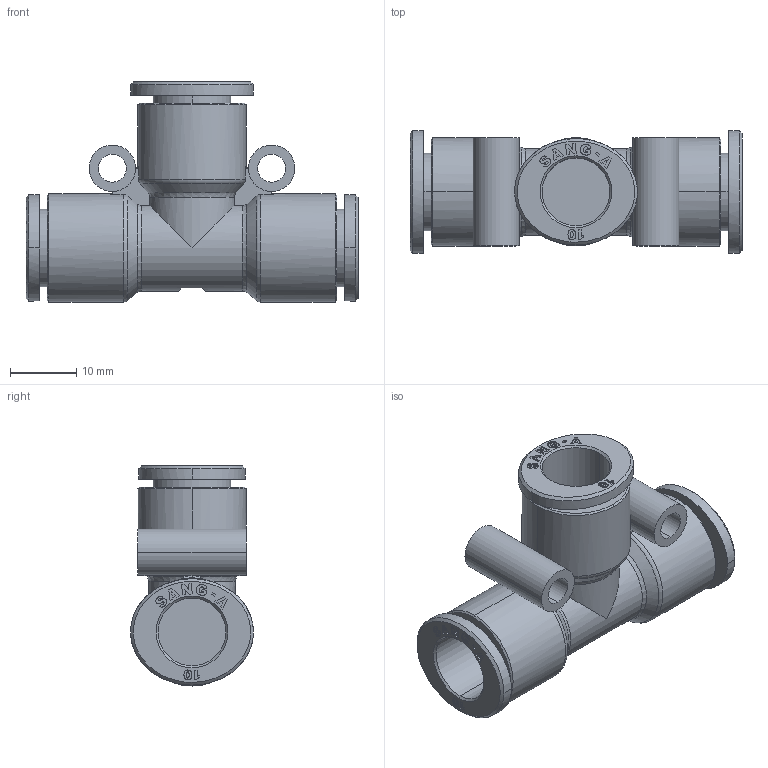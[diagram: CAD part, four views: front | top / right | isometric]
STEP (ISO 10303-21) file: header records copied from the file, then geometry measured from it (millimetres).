
FILE_DESCRIPTION((''),'2;1');
FILE_NAME('GPUT 10(3D).stp','2012-12-27T14:48:04',(''),(''),'Mechanical Desktop.R8.0.24.0','Mechanical Desktop.R8.0.24.0',', , ');
FILE_SCHEMA(('CONFIG_CONTROL_DESIGN'));
Length unit declared in the file: millimetre
Products named in the file (2): GPUT 10(3D); ºÎÇ°1
Assembly tree (1 placements, depth 2):
  GPUT 10(3D)
    ºÎÇ°1
Bounding box: 50 x 18.5 x 33.15 mm (x, y, z)
Volume: 8707.6 mm3; surface area: 7659.5 mm2
Topology: 1 solids, 1 shells, 1256 faces, 3611 edges, 2399 vertices
Faces by surface type: plane 1155, bspline 38, cylinder 33, cone 24, torus 6
Entity records: 42460 total; most frequent: CARTESIAN_POINT 9549, ORIENTED_EDGE 7222, DIRECTION 6117, EDGE_CURVE 3611, VECTOR 3391, LINE 3391, VERTEX_POINT 2399, AXIS2_PLACEMENT_3D 1363
